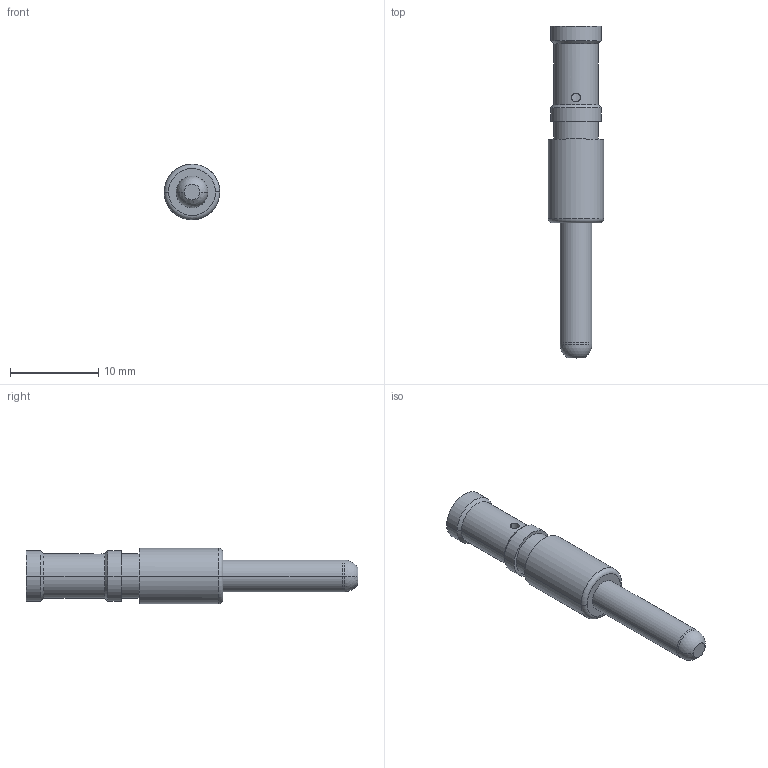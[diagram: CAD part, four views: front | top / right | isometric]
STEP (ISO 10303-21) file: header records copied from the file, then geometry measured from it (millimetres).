
FILE_DESCRIPTION((''),'2;1');
FILE_NAME('3D_1010242101301_M40-AMC75G-6','2017-07-14T',('zm.lin'),(''),'PRO/ENGINEER BY PARAMETRIC TECHNOLOGY CORPORATION, 2012480','PRO/ENGINEER BY PARAMETRIC TECHNOLOGY CORPORATION, 2012480','');
FILE_SCHEMA(('CONFIG_CONTROL_DESIGN'));
Length unit declared in the file: millimetre
Products named in the file (1): 3D_1010242101301_M40-AMC75G-6
Bounding box: 6.3 x 37.6 x 6.3 mm (x, y, z)
Volume: 617.4 mm3; surface area: 746.4 mm2
Topology: 1 solids, 1 shells, 35 faces, 90 edges, 57 vertices
Faces by surface type: cylinder 18, cone 8, plane 5, torus 2, sphere 2
Entity records: 1600 total; most frequent: CARTESIAN_POINT 227, DIRECTION 208, COLOUR_RGB 177, ORIENTED_EDGE 172, AXIS2_PLACEMENT_3D 91, PRESENTATION_STYLE_ASSIGNMENT 87, STYLED_ITEM 87, CURVE_STYLE 86
